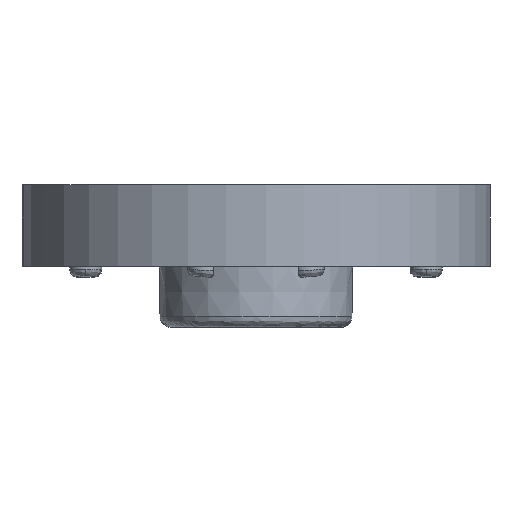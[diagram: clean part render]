
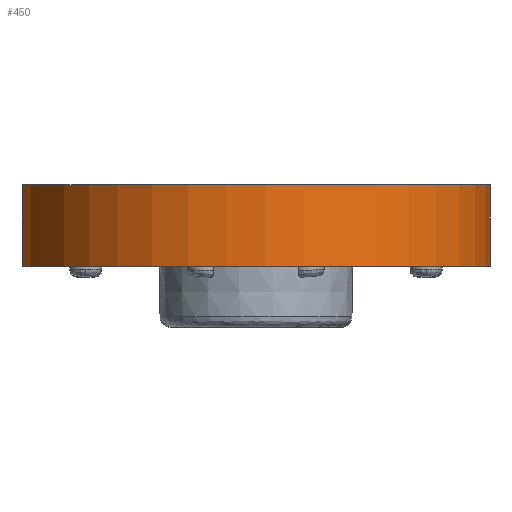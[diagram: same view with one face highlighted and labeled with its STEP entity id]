
A CAD part, front view. The second image highlights one B-rep face of the part: STEP entity #450.
In plain terms, the highlighted cylindrical face has radius 11 mm (diameter 22 mm), a partial arc.
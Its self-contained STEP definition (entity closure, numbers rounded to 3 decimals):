
#341 = EDGE_CURVE ( 'NONE', #7023, #2210, #1111, .T. ) ;
#450 = ADVANCED_FACE ( 'NONE', ( #2803 ), #2258, .T. ) ;
#590 = VERTEX_POINT ( 'NONE', #3591 ) ;
#1091 = EDGE_CURVE ( 'NONE', #590, #7023, #2700, .T. ) ;
#1111 = LINE ( 'NONE', #4823, #4333 ) ;
#1693 = CARTESIAN_POINT ( 'NONE',  ( 10.997, -0.247, 1.84 ) ) ;
#1956 = DIRECTION ( 'NONE',  ( 0., 0., 1. ) ) ;
#2081 = DIRECTION ( 'NONE',  ( 0., 0., 1. ) ) ;
#2210 = VERTEX_POINT ( 'NONE', #1693 ) ;
#2258 = CYLINDRICAL_SURFACE ( 'NONE', #2277, 11. ) ;
#2277 = AXIS2_PLACEMENT_3D ( 'NONE', #2368, #6102, #3881 ) ;
#2368 = CARTESIAN_POINT ( 'NONE',  ( 0., 0., 0. ) ) ;
#2468 = CARTESIAN_POINT ( 'NONE',  ( 0., 0., -2. ) ) ;
#2552 = CIRCLE ( 'NONE', #2779, 11. ) ;
#2700 = CIRCLE ( 'NONE', #4529, 11. ) ;
#2779 = AXIS2_PLACEMENT_3D ( 'NONE', #4269, #6574, #4234 ) ;
#2803 = FACE_OUTER_BOUND ( 'NONE', #4940, .T. ) ;
#2929 = LINE ( 'NONE', #4039, #6473 ) ;
#3062 = CARTESIAN_POINT ( 'NONE',  ( -10.94, -1.15, 1.84 ) ) ;
#3296 = ORIENTED_EDGE ( 'NONE', *, *, #6552, .T. ) ;
#3591 = CARTESIAN_POINT ( 'NONE',  ( -10.94, -1.15, -2. ) ) ;
#3881 = DIRECTION ( 'NONE',  ( 1., 0., 0. ) ) ;
#4039 = CARTESIAN_POINT ( 'NONE',  ( -10.94, -1.15, 0. ) ) ;
#4209 = CARTESIAN_POINT ( 'NONE',  ( 10.997, -0.247, -2. ) ) ;
#4234 = DIRECTION ( 'NONE',  ( 1., 0., 0. ) ) ;
#4269 = CARTESIAN_POINT ( 'NONE',  ( 0., 0., 1.84 ) ) ;
#4321 = ORIENTED_EDGE ( 'NONE', *, *, #1091, .T. ) ;
#4333 = VECTOR ( 'NONE', #2081, 1000. ) ;
#4529 = AXIS2_PLACEMENT_3D ( 'NONE', #2468, #1956, #6855 ) ;
#4547 = VERTEX_POINT ( 'NONE', #3062 ) ;
#4823 = CARTESIAN_POINT ( 'NONE',  ( 10.997, -0.247, 2. ) ) ;
#4940 = EDGE_LOOP ( 'NONE', ( #6020, #5641, #3296, #4321 ) ) ;
#5120 = DIRECTION ( 'NONE',  ( 0., 0., -1. ) ) ;
#5641 = ORIENTED_EDGE ( 'NONE', *, *, #5861, .F. ) ;
#5861 = EDGE_CURVE ( 'NONE', #4547, #2210, #2552, .T. ) ;
#6020 = ORIENTED_EDGE ( 'NONE', *, *, #341, .T. ) ;
#6102 = DIRECTION ( 'NONE',  ( 0., 0., 1. ) ) ;
#6473 = VECTOR ( 'NONE', #5120, 1000. ) ;
#6552 = EDGE_CURVE ( 'NONE', #4547, #590, #2929, .T. ) ;
#6574 = DIRECTION ( 'NONE',  ( 0., 0., 1. ) ) ;
#6855 = DIRECTION ( 'NONE',  ( 1., 0., 0. ) ) ;
#7023 = VERTEX_POINT ( 'NONE', #4209 ) ;
